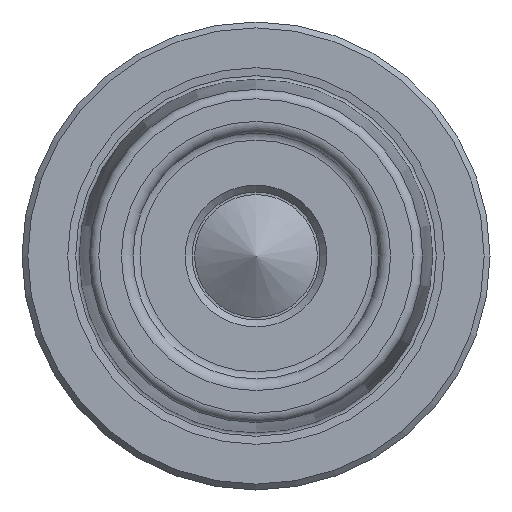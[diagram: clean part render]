
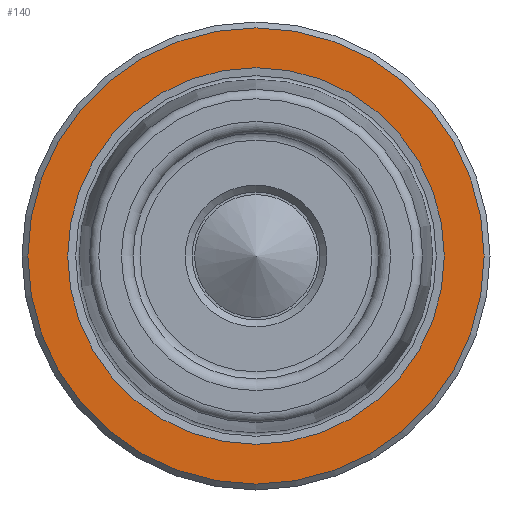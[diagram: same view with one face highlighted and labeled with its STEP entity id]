
A CAD part, left-side view. The second image highlights one B-rep face of the part: STEP entity #140.
In plain terms, the highlighted planar face has unit normal (-1, 0, 0).
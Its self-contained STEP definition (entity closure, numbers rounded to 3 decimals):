
#140 = ADVANCED_FACE( '', ( #343, #344 ), #345, .T. );
#343 = FACE_BOUND( '', #647, .T. );
#344 = FACE_OUTER_BOUND( '', #648, .T. );
#345 = PLANE( '', #649 );
#647 = EDGE_LOOP( '', ( #982 ) );
#648 = EDGE_LOOP( '', ( #983 ) );
#649 = AXIS2_PLACEMENT_3D( '', #984, #985, #986 );
#982 = ORIENTED_EDGE( '', *, *, #1416, .F. );
#983 = ORIENTED_EDGE( '', *, *, #1402, .T. );
#984 = CARTESIAN_POINT( '', ( 0., 0., 19.5 ) );
#985 = DIRECTION( '', ( -1., 0., 0. ) );
#986 = DIRECTION( '', ( 0., 0., 1. ) );
#1402 = EDGE_CURVE( '', #1592, #1592, #1593, .T. );
#1416 = EDGE_CURVE( '', #1615, #1615, #1616, .T. );
#1592 = VERTEX_POINT( '', #1862 );
#1593 = CIRCLE( '', #1863, 19.5 );
#1615 = VERTEX_POINT( '', #1958 );
#1616 = CIRCLE( '', #1959, 16.094 );
#1862 = CARTESIAN_POINT( '', ( 0., 0., 19.5 ) );
#1863 = AXIS2_PLACEMENT_3D( '', #2293, #2294, #2295 );
#1958 = CARTESIAN_POINT( '', ( 0., 0., 16.094 ) );
#1959 = AXIS2_PLACEMENT_3D( '', #2317, #2318, #2319 );
#2293 = CARTESIAN_POINT( '', ( 0., 0., 0. ) );
#2294 = DIRECTION( '', ( -1., 0., 0. ) );
#2295 = DIRECTION( '', ( 0., 0., 1. ) );
#2317 = CARTESIAN_POINT( '', ( 0., 0., 0. ) );
#2318 = DIRECTION( '', ( -1., 0., 0. ) );
#2319 = DIRECTION( '', ( 0., 0., 1. ) );
